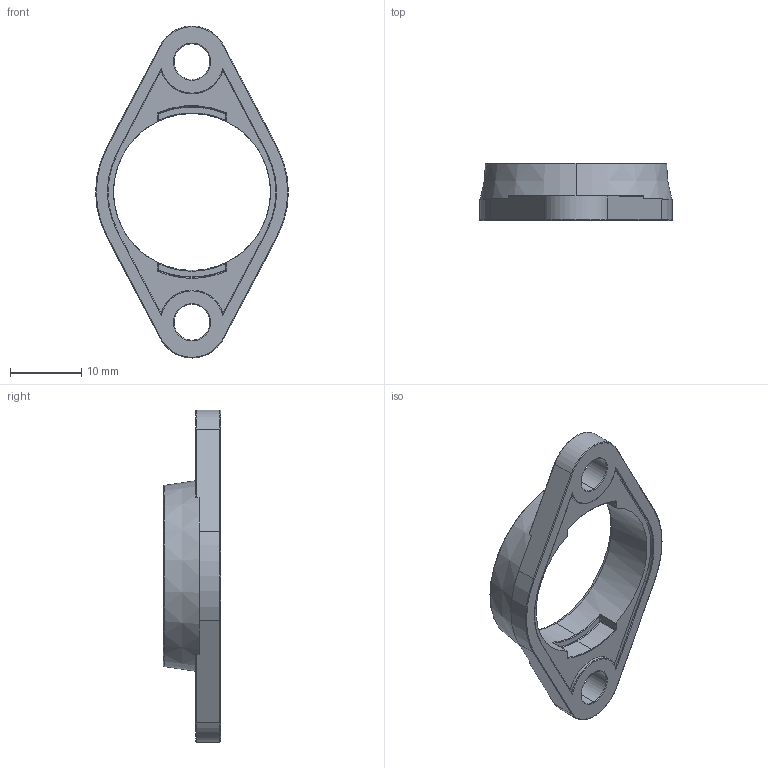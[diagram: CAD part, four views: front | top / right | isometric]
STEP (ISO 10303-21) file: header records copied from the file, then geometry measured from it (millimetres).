
FILE_DESCRIPTION (( 'STEP AP203' ), '1' );
FILE_NAME ('KFL08.STEP', '2015-07-07T18:54:18', ( '' ), ( '' ), 'SwSTEP 2.0', 'SolidWorks 2014', '' );
FILE_SCHEMA (( 'CONFIG_CONTROL_DESIGN' ));
Length unit declared in the file: millimetre
Products named in the file (1): KFL08
Bounding box: 27 x 8 x 46.5 mm (x, y, z)
Volume: 1934.3 mm3; surface area: 2232.5 mm2
Topology: 1 solids, 1 shells, 115 faces, 275 edges, 162 vertices
Faces by surface type: cylinder 51, torus 34, plane 21, bspline 4, sphere 3, cone 2
Entity records: 3640 total; most frequent: CARTESIAN_POINT 862, DIRECTION 619, ORIENTED_EDGE 544, EDGE_CURVE 272, AXIS2_PLACEMENT_3D 261, VERTEX_POINT 162, CIRCLE 149, EDGE_LOOP 124
